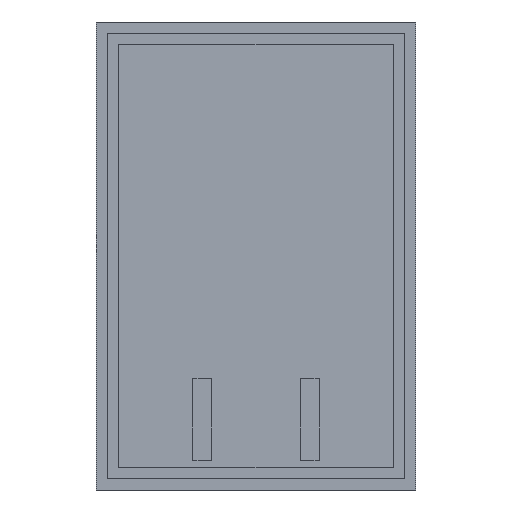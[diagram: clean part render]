
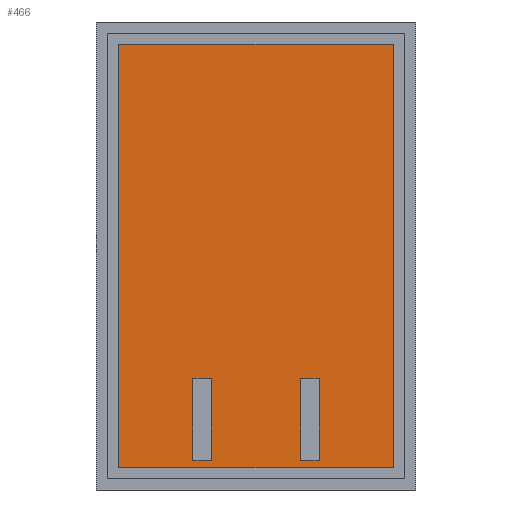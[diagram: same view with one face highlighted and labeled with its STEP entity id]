
A CAD part, front view. The second image highlights one B-rep face of the part: STEP entity #466.
In plain terms, the highlighted planar face has unit normal (0, -1, 0).
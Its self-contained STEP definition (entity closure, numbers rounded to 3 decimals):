
#17=FACE_BOUND('',#73,.T.);
#18=FACE_BOUND('',#74,.T.);
#44=FACE_OUTER_BOUND('',#72,.T.);
#72=EDGE_LOOP('',(#403,#404,#405,#406));
#73=EDGE_LOOP('',(#407,#408,#409,#410));
#74=EDGE_LOOP('',(#411,#412,#413,#414));
#75=LINE('',#625,#135);
#79=LINE('',#633,#139);
#82=LINE('',#639,#142);
#85=LINE('',#644,#145);
#87=LINE('',#650,#147);
#91=LINE('',#658,#151);
#94=LINE('',#664,#154);
#97=LINE('',#669,#157);
#116=LINE('',#709,#176);
#119=LINE('',#714,#179);
#130=LINE('',#737,#190);
#131=LINE('',#739,#191);
#135=VECTOR('',#511,10.);
#139=VECTOR('',#517,10.);
#142=VECTOR('',#522,10.);
#145=VECTOR('',#527,10.);
#147=VECTOR('',#533,10.);
#151=VECTOR('',#539,10.);
#154=VECTOR('',#544,10.);
#157=VECTOR('',#549,10.);
#176=VECTOR('',#582,10.);
#179=VECTOR('',#587,10.);
#190=VECTOR('',#606,10.);
#191=VECTOR('',#609,10.);
#195=VERTEX_POINT('',#623);
#196=VERTEX_POINT('',#624);
#199=VERTEX_POINT('',#632);
#201=VERTEX_POINT('',#638);
#203=VERTEX_POINT('',#648);
#204=VERTEX_POINT('',#649);
#207=VERTEX_POINT('',#657);
#209=VERTEX_POINT('',#663);
#223=VERTEX_POINT('',#706);
#224=VERTEX_POINT('',#708);
#225=VERTEX_POINT('',#712);
#233=VERTEX_POINT('',#735);
#235=EDGE_CURVE('',#195,#196,#75,.T.);
#239=EDGE_CURVE('',#196,#199,#79,.T.);
#242=EDGE_CURVE('',#199,#201,#82,.T.);
#245=EDGE_CURVE('',#201,#195,#85,.T.);
#247=EDGE_CURVE('',#203,#204,#87,.T.);
#251=EDGE_CURVE('',#204,#207,#91,.T.);
#254=EDGE_CURVE('',#207,#209,#94,.T.);
#257=EDGE_CURVE('',#209,#203,#97,.T.);
#276=EDGE_CURVE('',#224,#223,#116,.T.);
#279=EDGE_CURVE('',#223,#225,#119,.T.);
#290=EDGE_CURVE('',#225,#233,#130,.T.);
#291=EDGE_CURVE('',#233,#224,#131,.T.);
#403=ORIENTED_EDGE('',*,*,#279,.T.);
#404=ORIENTED_EDGE('',*,*,#290,.T.);
#405=ORIENTED_EDGE('',*,*,#291,.T.);
#406=ORIENTED_EDGE('',*,*,#276,.T.);
#407=ORIENTED_EDGE('',*,*,#235,.T.);
#408=ORIENTED_EDGE('',*,*,#239,.T.);
#409=ORIENTED_EDGE('',*,*,#242,.T.);
#410=ORIENTED_EDGE('',*,*,#245,.T.);
#411=ORIENTED_EDGE('',*,*,#247,.T.);
#412=ORIENTED_EDGE('',*,*,#251,.T.);
#413=ORIENTED_EDGE('',*,*,#254,.T.);
#414=ORIENTED_EDGE('',*,*,#257,.T.);
#440=PLANE('',#506);
#466=ADVANCED_FACE('',(#44,#17,#18),#440,.F.);
#506=AXIS2_PLACEMENT_3D('',#747,#619,#620);
#511=DIRECTION('',(0.,0.,1.));
#517=DIRECTION('',(1.,0.,0.));
#522=DIRECTION('',(0.,0.,-1.));
#527=DIRECTION('',(-1.,0.,0.));
#533=DIRECTION('',(0.,0.,1.));
#539=DIRECTION('',(1.,0.,0.));
#544=DIRECTION('',(0.,0.,-1.));
#549=DIRECTION('',(-1.,0.,0.));
#582=DIRECTION('',(-1.,0.,0.));
#587=DIRECTION('',(0.,0.,-1.));
#606=DIRECTION('',(1.,0.,0.));
#609=DIRECTION('',(0.,0.,1.));
#619=DIRECTION('center_axis',(0.,1.,0.));
#620=DIRECTION('ref_axis',(-1.,0.,0.));
#623=CARTESIAN_POINT('',(312.,35.,-55.));
#624=CARTESIAN_POINT('',(312.,35.,-33.));
#625=CARTESIAN_POINT('',(312.,35.,-16.5));
#632=CARTESIAN_POINT('',(317.,35.,-33.));
#633=CARTESIAN_POINT('',(308.5,35.,-33.));
#638=CARTESIAN_POINT('',(317.,35.,-55.));
#639=CARTESIAN_POINT('',(317.,35.,-27.5));
#644=CARTESIAN_POINT('',(306.,35.,-55.));
#648=CARTESIAN_POINT('',(283.,35.,-55.));
#649=CARTESIAN_POINT('',(283.,35.,-33.));
#650=CARTESIAN_POINT('',(283.,35.,-16.5));
#657=CARTESIAN_POINT('',(288.,35.,-33.));
#658=CARTESIAN_POINT('',(294.,35.,-33.));
#663=CARTESIAN_POINT('',(288.,35.,-55.));
#664=CARTESIAN_POINT('',(288.,35.,-27.5));
#669=CARTESIAN_POINT('',(291.5,35.,-55.));
#706=CARTESIAN_POINT('',(263.,35.,57.));
#708=CARTESIAN_POINT('',(337.,35.,57.));
#709=CARTESIAN_POINT('',(318.5,35.,57.));
#712=CARTESIAN_POINT('',(263.,35.,-57.));
#714=CARTESIAN_POINT('',(263.,35.,28.5));
#735=CARTESIAN_POINT('',(337.,35.,-57.));
#737=CARTESIAN_POINT('',(281.5,35.,-57.));
#739=CARTESIAN_POINT('',(337.,35.,-28.5));
#747=CARTESIAN_POINT('Origin',(300.,35.,0.));
